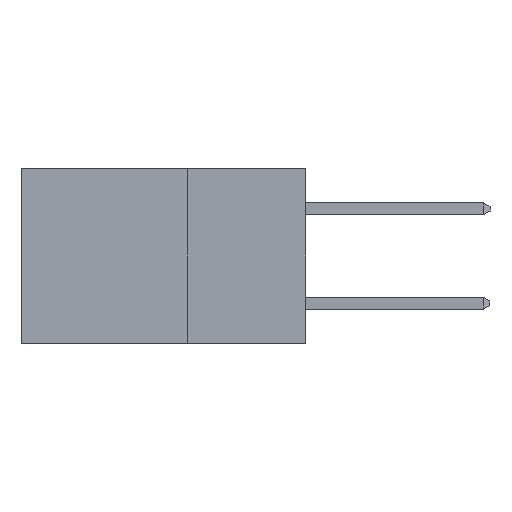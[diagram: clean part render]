
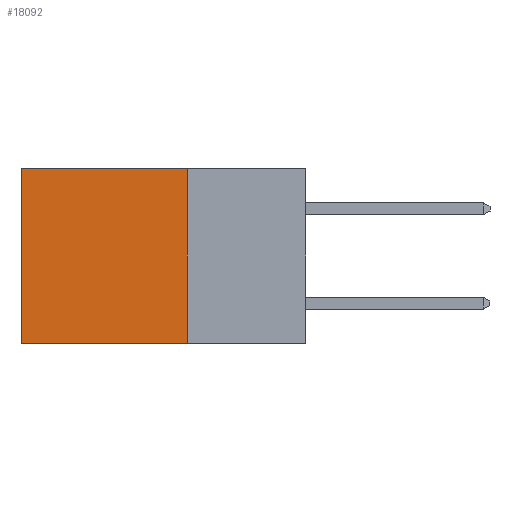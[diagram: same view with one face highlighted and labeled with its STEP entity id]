
A CAD part, left-side view. The second image highlights one B-rep face of the part: STEP entity #18092.
In plain terms, the highlighted planar face has unit normal (-1, 0, 0).
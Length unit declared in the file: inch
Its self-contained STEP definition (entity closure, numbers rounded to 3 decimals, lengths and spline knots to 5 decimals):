
#579 = CARTESIAN_POINT ( 'NONE',  ( 0.298, 0.25, 0. ) ) ;
#2200 = EDGE_LOOP ( 'NONE', ( #20317, #18343, #16597, #16677 ) ) ;
#2254 = DIRECTION ( 'NONE',  ( 1., 0., 0. ) ) ;
#2712 = DIRECTION ( 'NONE',  ( 0., 1., 0. ) ) ;
#2765 = VERTEX_POINT ( 'NONE', #5948 ) ;
#2837 = CARTESIAN_POINT ( 'NONE',  ( 0.298, 0.6, 0. ) ) ;
#2915 = VERTEX_POINT ( 'NONE', #15986 ) ;
#3375 = VECTOR ( 'NONE', #2712, 39.37008 ) ;
#5546 = VERTEX_POINT ( 'NONE', #18617 ) ;
#5948 = CARTESIAN_POINT ( 'NONE',  ( 0.298, 0.6, -0.37 ) ) ;
#6167 = VECTOR ( 'NONE', #6185, 39.37008 ) ;
#6185 = DIRECTION ( 'NONE',  ( 0., 0., -1. ) ) ;
#6575 = CARTESIAN_POINT ( 'NONE',  ( 0.298, 0.25, -0.37 ) ) ;
#6847 = EDGE_CURVE ( 'NONE', #5546, #15232, #12560, .T. ) ;
#8790 = EDGE_CURVE ( 'NONE', #5546, #2915, #20800, .T. ) ;
#9076 = VECTOR ( 'NONE', #10982, 39.37008 ) ;
#10402 = PLANE ( 'NONE',  #12250 ) ;
#10982 = DIRECTION ( 'NONE',  ( 0., 0., -1. ) ) ;
#12250 = AXIS2_PLACEMENT_3D ( 'NONE', #579, #2254, #13649 ) ;
#12560 = LINE ( 'NONE', #20483, #3375 ) ;
#13603 = FACE_OUTER_BOUND ( 'NONE', #2200, .T. ) ;
#13649 = DIRECTION ( 'NONE',  ( 0., 0., -1. ) ) ;
#13672 = LINE ( 'NONE', #6575, #16918 ) ;
#14350 = EDGE_CURVE ( 'NONE', #15232, #2765, #18944, .T. ) ;
#15232 = VERTEX_POINT ( 'NONE', #16346 ) ;
#15707 = EDGE_CURVE ( 'NONE', #2915, #2765, #13672, .T. ) ;
#15986 = CARTESIAN_POINT ( 'NONE',  ( 0.298, 0.25, -0.37 ) ) ;
#16188 = DIRECTION ( 'NONE',  ( 0., 1., 0. ) ) ;
#16346 = CARTESIAN_POINT ( 'NONE',  ( 0.298, 0.6, 0. ) ) ;
#16597 = ORIENTED_EDGE ( 'NONE', *, *, #8790, .F. ) ;
#16677 = ORIENTED_EDGE ( 'NONE', *, *, #6847, .T. ) ;
#16918 = VECTOR ( 'NONE', #16188, 39.37008 ) ;
#18092 = ADVANCED_FACE ( 'NONE', ( #13603 ), #10402, .F. ) ;
#18343 = ORIENTED_EDGE ( 'NONE', *, *, #15707, .F. ) ;
#18617 = CARTESIAN_POINT ( 'NONE',  ( 0.298, 0.25, 0. ) ) ;
#18944 = LINE ( 'NONE', #2837, #6167 ) ;
#20317 = ORIENTED_EDGE ( 'NONE', *, *, #14350, .T. ) ;
#20483 = CARTESIAN_POINT ( 'NONE',  ( 0.298, 0.25, 0. ) ) ;
#20557 = CARTESIAN_POINT ( 'NONE',  ( 0.298, 0.25, 0. ) ) ;
#20800 = LINE ( 'NONE', #20557, #9076 ) ;
